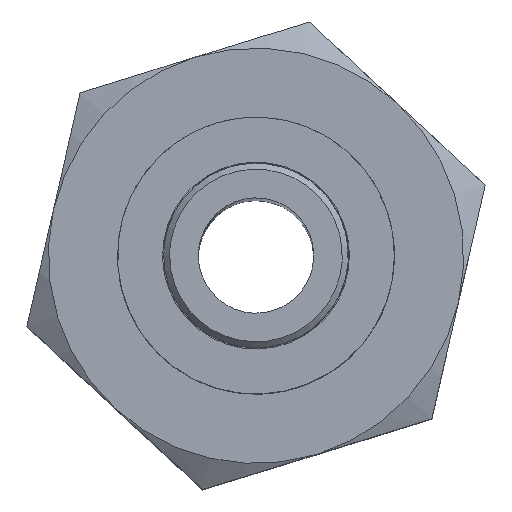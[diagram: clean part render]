
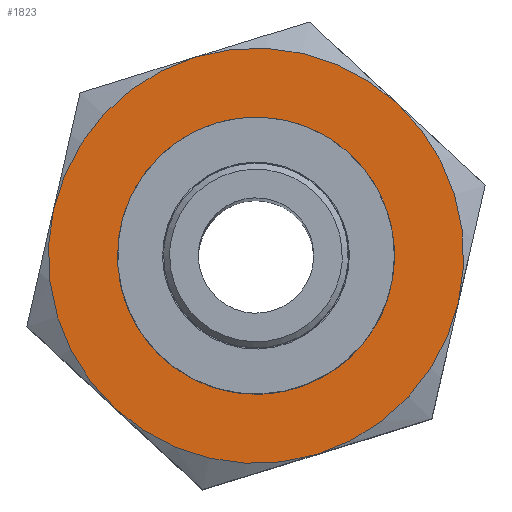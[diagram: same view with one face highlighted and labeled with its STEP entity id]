
A CAD part, top view. The second image highlights one B-rep face of the part: STEP entity #1823.
In plain terms, the highlighted planar face has unit normal (0, 0, 1).
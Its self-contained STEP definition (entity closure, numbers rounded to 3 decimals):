
#64=FACE_BOUND('',#516,.T.);
#396=FACE_OUTER_BOUND('',#515,.T.);
#515=EDGE_LOOP('',(#1357,#1358,#1359,#1360,#1361,#1362));
#516=EDGE_LOOP('',(#1363));
#637=CIRCLE('',#2002,18.);
#638=CIRCLE('',#2003,18.);
#639=CIRCLE('',#2004,18.);
#640=CIRCLE('',#2005,18.);
#641=CIRCLE('',#2006,18.);
#642=CIRCLE('',#2007,18.);
#643=CIRCLE('',#2008,12.);
#781=VERTEX_POINT('',#3134);
#782=VERTEX_POINT('',#3135);
#783=VERTEX_POINT('',#3137);
#784=VERTEX_POINT('',#3139);
#785=VERTEX_POINT('',#3141);
#786=VERTEX_POINT('',#3143);
#787=VERTEX_POINT('',#3146);
#997=EDGE_CURVE('',#781,#782,#637,.T.);
#998=EDGE_CURVE('',#782,#783,#638,.T.);
#999=EDGE_CURVE('',#783,#784,#639,.T.);
#1000=EDGE_CURVE('',#784,#785,#640,.T.);
#1001=EDGE_CURVE('',#785,#786,#641,.T.);
#1002=EDGE_CURVE('',#786,#781,#642,.T.);
#1003=EDGE_CURVE('',#787,#787,#643,.T.);
#1357=ORIENTED_EDGE('',*,*,#997,.T.);
#1358=ORIENTED_EDGE('',*,*,#998,.T.);
#1359=ORIENTED_EDGE('',*,*,#999,.T.);
#1360=ORIENTED_EDGE('',*,*,#1000,.T.);
#1361=ORIENTED_EDGE('',*,*,#1001,.T.);
#1362=ORIENTED_EDGE('',*,*,#1002,.T.);
#1363=ORIENTED_EDGE('',*,*,#1003,.F.);
#1746=PLANE('',#2001);
#1823=ADVANCED_FACE('',(#396,#64),#1746,.T.);
#2001=AXIS2_PLACEMENT_3D('',#3133,#2382,#2383);
#2002=AXIS2_PLACEMENT_3D('',#3136,#2384,#2385);
#2003=AXIS2_PLACEMENT_3D('',#3138,#2386,#2387);
#2004=AXIS2_PLACEMENT_3D('',#3140,#2388,#2389);
#2005=AXIS2_PLACEMENT_3D('',#3142,#2390,#2391);
#2006=AXIS2_PLACEMENT_3D('',#3144,#2392,#2393);
#2007=AXIS2_PLACEMENT_3D('',#3145,#2394,#2395);
#2008=AXIS2_PLACEMENT_3D('',#3147,#2396,#2397);
#2382=DIRECTION('center_axis',(0.,0.,1.));
#2383=DIRECTION('ref_axis',(0.956,0.295,0.));
#2384=DIRECTION('center_axis',(0.,0.,1.));
#2385=DIRECTION('ref_axis',(-0.956,-0.295,0.));
#2386=DIRECTION('center_axis',(0.,0.,1.));
#2387=DIRECTION('ref_axis',(-0.956,-0.295,0.));
#2388=DIRECTION('center_axis',(0.,0.,1.));
#2389=DIRECTION('ref_axis',(-0.956,-0.295,0.));
#2390=DIRECTION('center_axis',(0.,0.,1.));
#2391=DIRECTION('ref_axis',(-0.956,-0.295,0.));
#2392=DIRECTION('center_axis',(0.,0.,1.));
#2393=DIRECTION('ref_axis',(-0.956,-0.295,0.));
#2394=DIRECTION('center_axis',(0.,0.,1.));
#2395=DIRECTION('ref_axis',(-0.956,-0.295,0.));
#2396=DIRECTION('center_axis',(0.,0.,1.));
#2397=DIRECTION('ref_axis',(0.039,-0.999,0.));
#3133=CARTESIAN_POINT('Origin',(-0.526,0.67,131.216));
#3134=CARTESIAN_POINT('',(-5.831,17.871,131.216));
#3135=CARTESIAN_POINT('',(-18.075,4.677,131.216));
#3136=CARTESIAN_POINT('Origin',(-0.526,0.67,131.216));
#3137=CARTESIAN_POINT('',(-12.77,-12.524,131.216));
#3138=CARTESIAN_POINT('Origin',(-0.526,0.67,131.216));
#3139=CARTESIAN_POINT('',(4.778,-16.531,131.216));
#3140=CARTESIAN_POINT('Origin',(-0.526,0.67,131.216));
#3141=CARTESIAN_POINT('',(17.022,-3.337,131.216));
#3142=CARTESIAN_POINT('Origin',(-0.526,0.67,131.216));
#3143=CARTESIAN_POINT('',(11.718,13.864,131.216));
#3144=CARTESIAN_POINT('Origin',(-0.526,0.67,131.216));
#3145=CARTESIAN_POINT('Origin',(-0.526,0.67,131.216));
#3146=CARTESIAN_POINT('',(-0.996,12.661,131.216));
#3147=CARTESIAN_POINT('Origin',(-0.526,0.67,131.216));
